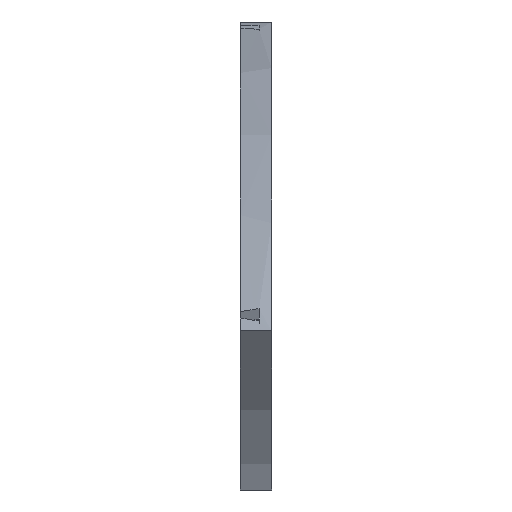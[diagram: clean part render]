
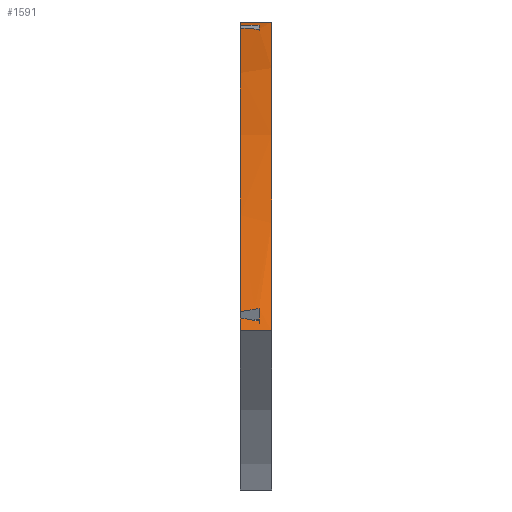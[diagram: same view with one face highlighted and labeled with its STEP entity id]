
A CAD part, top view. The second image highlights one B-rep face of the part: STEP entity #1591.
In plain terms, the highlighted cylindrical face has radius 369.635 mm (diameter 739.27 mm), a partial arc.
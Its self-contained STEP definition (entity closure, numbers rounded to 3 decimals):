
#15=CYLINDRICAL_SURFACE('',#1692,369.635);
#19=ELLIPSE('',#1686,1168.889,369.635);
#20=ELLIPSE('',#1690,1168.889,369.635);
#21=ELLIPSE('',#1694,1168.889,369.635);
#22=ELLIPSE('',#1696,1168.889,369.635);
#26=CIRCLE('',#1668,369.635);
#27=CIRCLE('',#1669,369.635);
#28=CIRCLE('',#1670,369.635);
#31=CIRCLE('',#1688,369.635);
#32=CIRCLE('',#1693,369.635);
#33=CIRCLE('',#1695,369.635);
#99=FACE_OUTER_BOUND('',#178,.T.);
#178=EDGE_LOOP('',(#1355,#1356,#1357,#1358,#1359,#1360,#1361,#1362,#1363,
#1364,#1365,#1366));
#301=LINE('',#2335,#513);
#385=LINE('',#2519,#597);
#513=VECTOR('',#1897,10.);
#597=VECTOR('',#2051,10.);
#691=VERTEX_POINT('',#2332);
#692=VERTEX_POINT('',#2334);
#714=VERTEX_POINT('',#2396);
#715=VERTEX_POINT('',#2398);
#718=VERTEX_POINT('',#2404);
#719=VERTEX_POINT('',#2406);
#722=VERTEX_POINT('',#2412);
#753=VERTEX_POINT('',#2502);
#755=VERTEX_POINT('',#2508);
#757=VERTEX_POINT('',#2518);
#758=VERTEX_POINT('',#2521);
#759=VERTEX_POINT('',#2523);
#877=EDGE_CURVE('',#692,#691,#301,.T.);
#909=EDGE_CURVE('',#715,#714,#26,.T.);
#913=EDGE_CURVE('',#719,#718,#27,.T.);
#917=EDGE_CURVE('',#691,#722,#28,.T.);
#962=EDGE_CURVE('',#753,#718,#19,.T.);
#965=EDGE_CURVE('',#755,#753,#31,.T.);
#968=EDGE_CURVE('',#715,#755,#20,.T.);
#970=EDGE_CURVE('',#757,#714,#385,.T.);
#971=EDGE_CURVE('',#692,#757,#32,.T.);
#972=EDGE_CURVE('',#758,#722,#21,.T.);
#973=EDGE_CURVE('',#759,#758,#33,.T.);
#974=EDGE_CURVE('',#719,#759,#22,.T.);
#1355=ORIENTED_EDGE('',*,*,#962,.F.);
#1356=ORIENTED_EDGE('',*,*,#965,.F.);
#1357=ORIENTED_EDGE('',*,*,#968,.F.);
#1358=ORIENTED_EDGE('',*,*,#909,.T.);
#1359=ORIENTED_EDGE('',*,*,#970,.F.);
#1360=ORIENTED_EDGE('',*,*,#971,.F.);
#1361=ORIENTED_EDGE('',*,*,#877,.T.);
#1362=ORIENTED_EDGE('',*,*,#917,.T.);
#1363=ORIENTED_EDGE('',*,*,#972,.F.);
#1364=ORIENTED_EDGE('',*,*,#973,.F.);
#1365=ORIENTED_EDGE('',*,*,#974,.F.);
#1366=ORIENTED_EDGE('',*,*,#913,.T.);
#1591=ADVANCED_FACE('',(#99),#15,.T.);
#1668=AXIS2_PLACEMENT_3D('',#2399,#1948,#1949);
#1669=AXIS2_PLACEMENT_3D('',#2407,#1953,#1954);
#1670=AXIS2_PLACEMENT_3D('',#2414,#1958,#1959);
#1686=AXIS2_PLACEMENT_3D('',#2503,#2032,#2033);
#1688=AXIS2_PLACEMENT_3D('',#2509,#2038,#2039);
#1690=AXIS2_PLACEMENT_3D('',#2514,#2044,#2045);
#1692=AXIS2_PLACEMENT_3D('',#2517,#2049,#2050);
#1693=AXIS2_PLACEMENT_3D('',#2520,#2052,#2053);
#1694=AXIS2_PLACEMENT_3D('',#2522,#2054,#2055);
#1695=AXIS2_PLACEMENT_3D('',#2524,#2056,#2057);
#1696=AXIS2_PLACEMENT_3D('',#2525,#2058,#2059);
#1897=DIRECTION('',(-1.,0.,0.));
#1948=DIRECTION('center_axis',(1.,0.,0.));
#1949=DIRECTION('ref_axis',(0.,0.987,0.159));
#1953=DIRECTION('center_axis',(1.,0.,0.));
#1954=DIRECTION('ref_axis',(0.,0.987,0.159));
#1958=DIRECTION('center_axis',(1.,0.,0.));
#1959=DIRECTION('ref_axis',(0.,0.987,0.159));
#2032=DIRECTION('center_axis',(0.316,-0.483,0.817));
#2033=DIRECTION('ref_axis',(0.949,0.161,-0.272));
#2038=DIRECTION('center_axis',(-1.,0.,0.));
#2039=DIRECTION('ref_axis',(0.,0.987,0.159));
#2044=DIRECTION('center_axis',(0.316,0.483,-0.817));
#2045=DIRECTION('ref_axis',(-0.949,0.161,-0.272));
#2049=DIRECTION('center_axis',(1.,0.,0.));
#2050=DIRECTION('ref_axis',(0.,0.987,0.159));
#2051=DIRECTION('',(-1.,0.,0.));
#2052=DIRECTION('center_axis',(1.,0.,0.));
#2053=DIRECTION('ref_axis',(0.,0.987,0.159));
#2054=DIRECTION('center_axis',(0.316,-0.151,0.937));
#2055=DIRECTION('ref_axis',(-0.949,-0.05,0.312));
#2056=DIRECTION('center_axis',(-1.,0.,0.));
#2057=DIRECTION('ref_axis',(0.,0.987,0.159));
#2058=DIRECTION('center_axis',(0.316,0.151,-0.937));
#2059=DIRECTION('ref_axis',(0.949,-0.05,0.312));
#2332=CARTESIAN_POINT('',(15.,91.998,141.323));
#2334=CARTESIAN_POINT('',(20.,91.998,141.323));
#2335=CARTESIAN_POINT('',(20.,91.998,141.323));
#2396=CARTESIAN_POINT('',(15.,42.,276.));
#2398=CARTESIAN_POINT('',(15.,44.076,272.581));
#2399=CARTESIAN_POINT('Origin',(15.,-272.922,82.469));
#2404=CARTESIAN_POINT('',(15.,45.1,270.863));
#2406=CARTESIAN_POINT('',(15.,90.994,147.239));
#2407=CARTESIAN_POINT('Origin',(15.,-272.922,82.469));
#2412=CARTESIAN_POINT('',(15.,91.34,145.268));
#2414=CARTESIAN_POINT('Origin',(15.,-272.922,82.469));
#2502=CARTESIAN_POINT('',(18.,45.608,270.002));
#2503=CARTESIAN_POINT('Origin',(16.136,-272.922,82.469));
#2508=CARTESIAN_POINT('',(18.,43.56,273.437));
#2509=CARTESIAN_POINT('Origin',(18.,-272.922,82.469));
#2514=CARTESIAN_POINT('Origin',(7.864,-272.922,82.469));
#2517=CARTESIAN_POINT('Origin',(20.,-272.922,82.469));
#2518=CARTESIAN_POINT('',(20.,42.,276.));
#2519=CARTESIAN_POINT('',(20.,42.,276.));
#2520=CARTESIAN_POINT('Origin',(20.,-272.922,82.469));
#2521=CARTESIAN_POINT('',(18.,91.508,144.283));
#2522=CARTESIAN_POINT('Origin',(27.,-272.922,82.469));
#2523=CARTESIAN_POINT('',(18.,90.818,148.223));
#2524=CARTESIAN_POINT('Origin',(18.,-272.922,82.469));
#2525=CARTESIAN_POINT('Origin',(-3.,-272.922,82.469));
